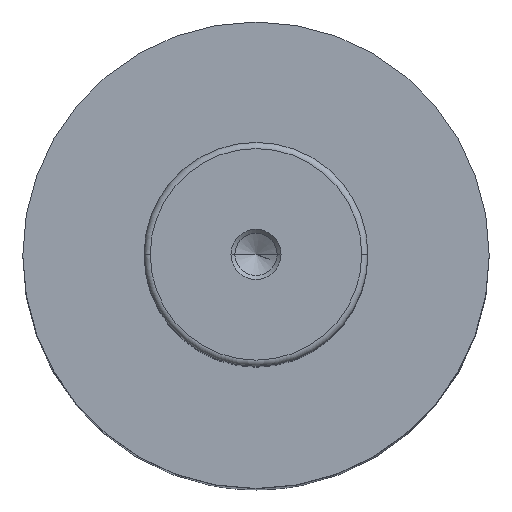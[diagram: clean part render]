
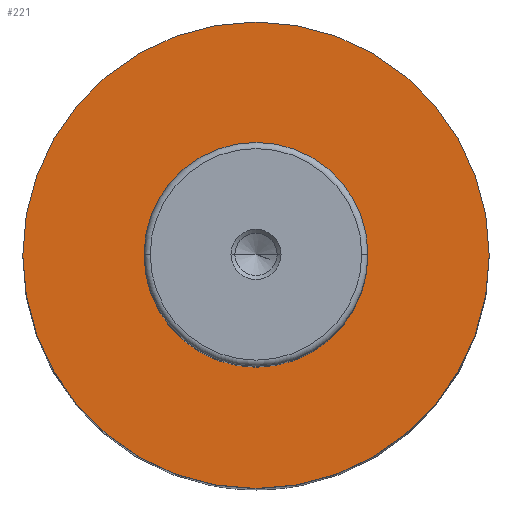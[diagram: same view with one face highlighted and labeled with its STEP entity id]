
A CAD part, top view. The second image highlights one B-rep face of the part: STEP entity #221.
In plain terms, the highlighted planar face has unit normal (0, 0, 1).
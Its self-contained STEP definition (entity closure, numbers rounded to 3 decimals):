
#32 = FACE_BOUND ( 'NONE', #2084, .T. ) ;
#35 = EDGE_CURVE ( 'NONE', #1981, #291, #417, .T. ) ;
#174 = PLANE ( 'NONE',  #831 ) ;
#179 = CARTESIAN_POINT ( 'NONE',  ( -18., 0., 137. ) ) ;
#221 = ADVANCED_FACE ( 'NONE', ( #32, #948 ), #174, .T. ) ;
#260 = CARTESIAN_POINT ( 'NONE',  ( 0., 0., 137. ) ) ;
#274 = ORIENTED_EDGE ( 'NONE', *, *, #333, .F. ) ;
#291 = VERTEX_POINT ( 'NONE', #756 ) ;
#333 = EDGE_CURVE ( 'NONE', #1075, #1308, #804, .T. ) ;
#370 = DIRECTION ( 'NONE',  ( 0., 0., -1. ) ) ;
#417 = CIRCLE ( 'NONE', #979, 18. ) ;
#421 = EDGE_CURVE ( 'NONE', #1308, #1075, #1963, .T. ) ;
#431 = DIRECTION ( 'NONE',  ( -1., 0., 0. ) ) ;
#586 = DIRECTION ( 'NONE',  ( 0., 0., -1. ) ) ;
#588 = CARTESIAN_POINT ( 'NONE',  ( 37.5, 0., 137. ) ) ;
#600 = DIRECTION ( 'NONE',  ( 0., 0., 1. ) ) ;
#681 = AXIS2_PLACEMENT_3D ( 'NONE', #260, #1452, #431 ) ;
#745 = DIRECTION ( 'NONE',  ( 0., 0., -1. ) ) ;
#756 = CARTESIAN_POINT ( 'NONE',  ( 18., 0., 137. ) ) ;
#787 = CARTESIAN_POINT ( 'NONE',  ( 0., 0., 137. ) ) ;
#804 = CIRCLE ( 'NONE', #1633, 37.5 ) ;
#831 = AXIS2_PLACEMENT_3D ( 'NONE', #1450, #600, #2231 ) ;
#876 = AXIS2_PLACEMENT_3D ( 'NONE', #1762, #745, #1944 ) ;
#948 = FACE_OUTER_BOUND ( 'NONE', #1865, .T. ) ;
#979 = AXIS2_PLACEMENT_3D ( 'NONE', #787, #370, #1570 ) ;
#1075 = VERTEX_POINT ( 'NONE', #588 ) ;
#1149 = ORIENTED_EDGE ( 'NONE', *, *, #35, .T. ) ;
#1308 = VERTEX_POINT ( 'NONE', #2204 ) ;
#1450 = CARTESIAN_POINT ( 'NONE',  ( -18., 0., 137. ) ) ;
#1452 = DIRECTION ( 'NONE',  ( 0., 0., -1. ) ) ;
#1570 = DIRECTION ( 'NONE',  ( -1., 0., 0. ) ) ;
#1609 = CARTESIAN_POINT ( 'NONE',  ( 0., 0., 137. ) ) ;
#1633 = AXIS2_PLACEMENT_3D ( 'NONE', #1609, #586, #1793 ) ;
#1762 = CARTESIAN_POINT ( 'NONE',  ( 0., 0., 137. ) ) ;
#1793 = DIRECTION ( 'NONE',  ( -1., 0., 0. ) ) ;
#1858 = CIRCLE ( 'NONE', #876, 18. ) ;
#1865 = EDGE_LOOP ( 'NONE', ( #1893, #274 ) ) ;
#1893 = ORIENTED_EDGE ( 'NONE', *, *, #421, .F. ) ;
#1944 = DIRECTION ( 'NONE',  ( -1., 0., 0. ) ) ;
#1963 = CIRCLE ( 'NONE', #681, 37.5 ) ;
#1981 = VERTEX_POINT ( 'NONE', #179 ) ;
#1982 = ORIENTED_EDGE ( 'NONE', *, *, #2086, .T. ) ;
#2084 = EDGE_LOOP ( 'NONE', ( #1149, #1982 ) ) ;
#2086 = EDGE_CURVE ( 'NONE', #291, #1981, #1858, .T. ) ;
#2204 = CARTESIAN_POINT ( 'NONE',  ( -37.5, 0., 137. ) ) ;
#2231 = DIRECTION ( 'NONE',  ( 1., 0., 0. ) ) ;
